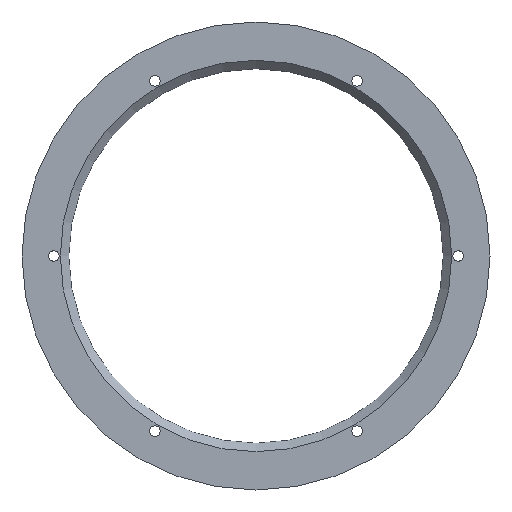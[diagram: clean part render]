
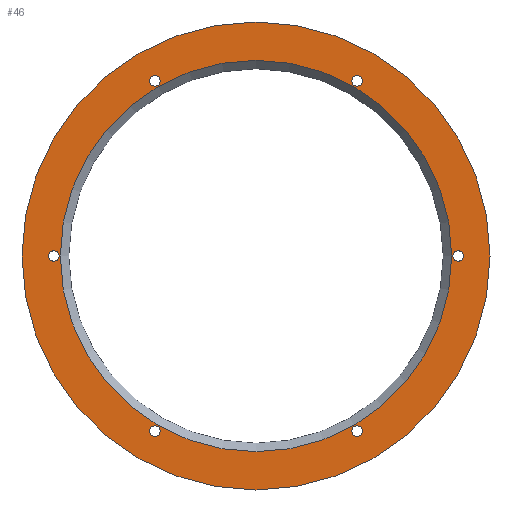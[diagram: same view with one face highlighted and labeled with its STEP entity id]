
A CAD part, left-side view. The second image highlights one B-rep face of the part: STEP entity #46.
In plain terms, the highlighted planar face has unit normal (-1, 0, 0).
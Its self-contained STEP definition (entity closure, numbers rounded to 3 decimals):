
#46=ADVANCED_FACE('',(#101,#102,#103,#104,#105,#106,#107,#108),#109,.T.);
#101=FACE_BOUND('',#184,.T.);
#102=FACE_BOUND('',#185,.T.);
#103=FACE_BOUND('',#186,.T.);
#104=FACE_BOUND('',#187,.T.);
#105=FACE_BOUND('',#188,.T.);
#106=FACE_BOUND('',#189,.T.);
#107=FACE_BOUND('',#190,.T.);
#108=FACE_OUTER_BOUND('',#191,.T.);
#109=PLANE('',#192);
#184=EDGE_LOOP('',(#267));
#185=EDGE_LOOP('',(#268));
#186=EDGE_LOOP('',(#269));
#187=EDGE_LOOP('',(#270));
#188=EDGE_LOOP('',(#271));
#189=EDGE_LOOP('',(#272));
#190=EDGE_LOOP('',(#273));
#191=EDGE_LOOP('',(#274));
#192=AXIS2_PLACEMENT_3D('',#275,#276,#277);
#267=ORIENTED_EDGE('',*,*,#366,.T.);
#268=ORIENTED_EDGE('',*,*,#367,.T.);
#269=ORIENTED_EDGE('',*,*,#368,.T.);
#270=ORIENTED_EDGE('',*,*,#361,.T.);
#271=ORIENTED_EDGE('',*,*,#369,.T.);
#272=ORIENTED_EDGE('',*,*,#370,.T.);
#273=ORIENTED_EDGE('',*,*,#371,.T.);
#274=ORIENTED_EDGE('',*,*,#372,.T.);
#275=CARTESIAN_POINT('',(53.0,88.0,0.0));
#276=DIRECTION('',(-1.0,0.0,0.0));
#277=DIRECTION('',(0.0,0.0,1.0));
#361=EDGE_CURVE('',#402,#402,#403,.T.);
#366=EDGE_CURVE('',#410,#410,#411,.T.);
#367=EDGE_CURVE('',#412,#412,#413,.T.);
#368=EDGE_CURVE('',#414,#414,#415,.T.);
#369=EDGE_CURVE('',#416,#416,#417,.T.);
#370=EDGE_CURVE('',#418,#418,#419,.T.);
#371=EDGE_CURVE('',#420,#420,#421,.F.);
#372=EDGE_CURVE('',#422,#422,#423,.T.);
#402=VERTEX_POINT('',#462);
#403=CIRCLE('',#463,2.5);
#410=VERTEX_POINT('',#470);
#411=CIRCLE('',#471,2.5);
#412=VERTEX_POINT('',#472);
#413=CIRCLE('',#473,2.5);
#414=VERTEX_POINT('',#474);
#415=CIRCLE('',#475,2.5);
#416=VERTEX_POINT('',#476);
#417=CIRCLE('',#477,2.5);
#418=VERTEX_POINT('',#478);
#419=CIRCLE('',#479,2.5);
#420=VERTEX_POINT('',#480);
#421=CIRCLE('',#481,92.0);
#422=VERTEX_POINT('',#482);
#423=CIRCLE('',#483,110.0);
#462=CARTESIAN_POINT('',(53.0,-46.25,80.107));
#463=AXIS2_PLACEMENT_3D('',#523,#524,#525);
#470=CARTESIAN_POINT('',(53.0,46.25,-80.107));
#471=AXIS2_PLACEMENT_3D('',#532,#533,#534);
#472=CARTESIAN_POINT('',(53.0,-46.25,-80.107));
#473=AXIS2_PLACEMENT_3D('',#535,#536,#537);
#474=CARTESIAN_POINT('',(53.0,-92.5,0.));
#475=AXIS2_PLACEMENT_3D('',#538,#539,#540);
#476=CARTESIAN_POINT('',(53.0,46.25,80.107));
#477=AXIS2_PLACEMENT_3D('',#541,#542,#543);
#478=CARTESIAN_POINT('',(53.0,92.5,0.));
#479=AXIS2_PLACEMENT_3D('',#544,#545,#546);
#480=CARTESIAN_POINT('',(53.0,0.,92.0));
#481=AXIS2_PLACEMENT_3D('',#547,#548,#549);
#482=CARTESIAN_POINT('',(53.0,0.0,110.0));
#483=AXIS2_PLACEMENT_3D('',#550,#551,#552);
#523=CARTESIAN_POINT('',(53.0,-47.5,82.272));
#524=DIRECTION('',(1.0,0.0,0.0));
#525=DIRECTION('',(0.0,0.5,-0.866));
#532=CARTESIAN_POINT('',(53.0,47.5,-82.272));
#533=DIRECTION('',(1.0,0.0,0.0));
#534=DIRECTION('',(0.0,-0.5,0.866));
#535=CARTESIAN_POINT('',(53.0,-47.5,-82.272));
#536=DIRECTION('',(1.0,0.0,-0.0));
#537=DIRECTION('',(0.0,0.5,0.866));
#538=CARTESIAN_POINT('',(53.0,-95.0,0.));
#539=DIRECTION('',(1.0,0.0,0.0));
#540=DIRECTION('',(0.0,1.0,0.));
#541=CARTESIAN_POINT('',(53.0,47.5,82.272));
#542=DIRECTION('',(1.0,0.0,0.0));
#543=DIRECTION('',(0.0,-0.5,-0.866));
#544=CARTESIAN_POINT('',(53.0,95.0,0.));
#545=DIRECTION('',(1.0,0.0,0.0));
#546=DIRECTION('',(0.0,-1.0,0.0));
#547=CARTESIAN_POINT('',(53.0,0.0,0.0));
#548=DIRECTION('',(-1.0,0.0,0.0));
#549=DIRECTION('',(0.0,0.0,1.0));
#550=CARTESIAN_POINT('',(53.0,0.0,0.0));
#551=DIRECTION('',(-1.0,0.0,0.0));
#552=DIRECTION('',(0.0,0.0,1.0));
